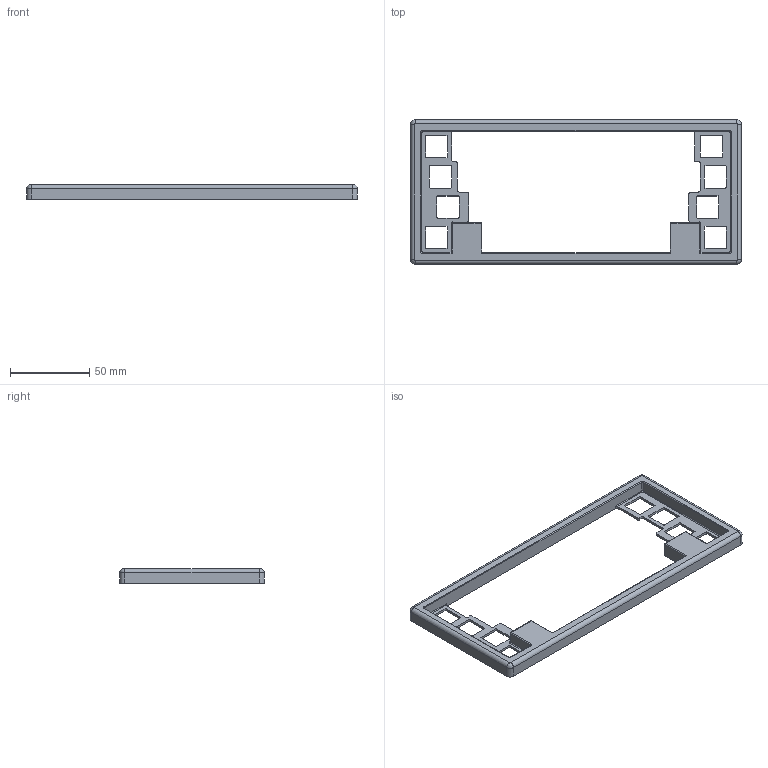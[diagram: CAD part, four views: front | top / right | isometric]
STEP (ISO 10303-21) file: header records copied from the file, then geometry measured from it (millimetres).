
FILE_DESCRIPTION(/* description */ ('STEP AP242','CAx-IF Rec.Pracs.---Representation and Presentation of Product Manufacturing Information (PMI)---4.0---2014-10-13','CAx-IF Rec.Pracs.---3D Tessellated Geometry---0.4---2014-09-14','2;1'),/* implementation_level */ '2;1');
FILE_NAME(/* name */ '6665030b831b6126c3e84a71',/* time_stamp */ '2024-06-09T01:19:08Z',/* author */ (''),/* organization */ (''),/* preprocessor_version */ 'ST-DEVELOPER v20',/* originating_system */ ' ',/* authorisation */ ' ');
FILE_SCHEMA (('AP242_MANAGED_MODEL_BASED_3D_ENGINEERING_MIM_LF { 1 0 10303 442 1 1 4 }'));
Length unit declared in the file: metre
Products named in the file (1): Part 1
Bounding box: 209.26 x 91.35 x 9.25 mm (x, y, z)
Volume: 45655.9 mm3; surface area: 24407.4 mm2
Topology: 1 solids, 1 shells, 194 faces, 500 edges, 312 vertices
Faces by surface type: cylinder 96, plane 74, torus 18, sphere 6
Full cylindrical faces by diameter (mm): 4.3 x10
Entity records: 5886 total; most frequent: DIRECTION 1076, CARTESIAN_POINT 1011, ORIENTED_EDGE 968, EDGE_CURVE 484, AXIS2_PLACEMENT_3D 403, VERTEX_POINT 312, LINE 270, VECTOR 270
